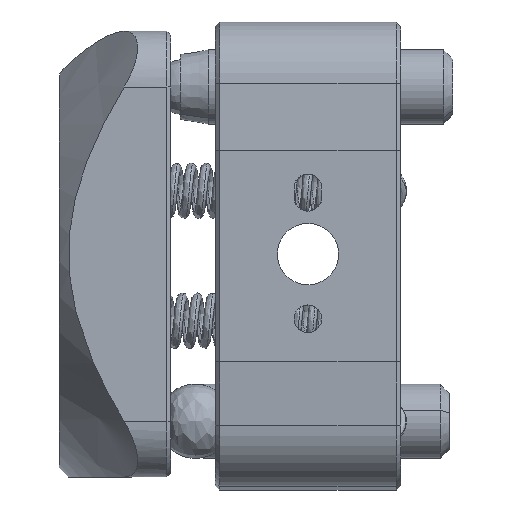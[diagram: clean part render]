
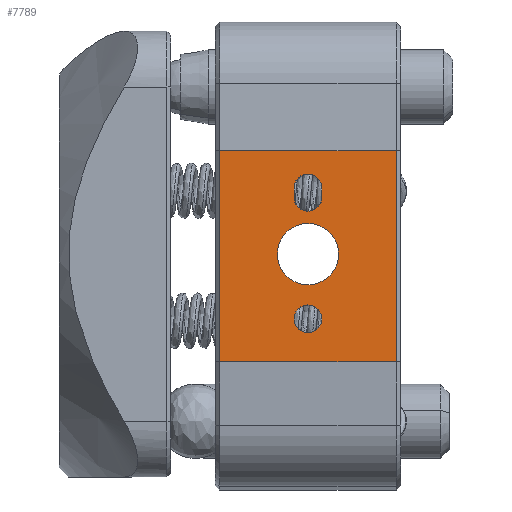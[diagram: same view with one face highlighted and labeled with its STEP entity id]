
A CAD part, front view. The second image highlights one B-rep face of the part: STEP entity #7789.
In plain terms, the highlighted planar face has unit normal (0, -1, 0).
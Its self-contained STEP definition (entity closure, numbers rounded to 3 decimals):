
#74 = VERTEX_POINT ( 'NONE', #18499 ) ;
#209 = CARTESIAN_POINT ( 'NONE',  ( 0., -12.614, 3.15 ) ) ;
#261 = ORIENTED_EDGE ( 'NONE', *, *, #18579, .T. ) ;
#703 = DIRECTION ( 'NONE',  ( 0., 0., 1. ) ) ;
#810 = VERTEX_POINT ( 'NONE', #7059 ) ;
#826 = VERTEX_POINT ( 'NONE', #17061 ) ;
#900 = VERTEX_POINT ( 'NONE', #2275 ) ;
#916 = ORIENTED_EDGE ( 'NONE', *, *, #1271, .F. ) ;
#1271 = EDGE_CURVE ( 'NONE', #10608, #8079, #12250, .T. ) ;
#1294 = DIRECTION ( 'NONE',  ( 0., 1., 0. ) ) ;
#1379 = VERTEX_POINT ( 'NONE', #7114 ) ;
#1713 = CARTESIAN_POINT ( 'NONE',  ( -4.75, -12.614, -12.614 ) ) ;
#2049 = VERTEX_POINT ( 'NONE', #19918 ) ;
#2179 = CIRCLE ( 'NONE', #7240, 0.75 ) ;
#2198 = AXIS2_PLACEMENT_3D ( 'NONE', #12268, #2990, #5188 ) ;
#2275 = CARTESIAN_POINT ( 'NONE',  ( -0.75, -12.614, 3.65 ) ) ;
#2398 = CARTESIAN_POINT ( 'NONE',  ( 0.75, -12.614, 3.65 ) ) ;
#2918 = CIRCLE ( 'NONE', #18135, 0.75 ) ;
#2936 = ORIENTED_EDGE ( 'NONE', *, *, #5869, .T. ) ;
#2966 = EDGE_CURVE ( 'NONE', #6142, #12866, #19102, .T. ) ;
#2990 = DIRECTION ( 'NONE',  ( 0., 1., 0. ) ) ;
#3524 = ORIENTED_EDGE ( 'NONE', *, *, #16787, .T. ) ;
#3686 = CARTESIAN_POINT ( 'NONE',  ( 0.75, -12.614, 3.15 ) ) ;
#3977 = AXIS2_PLACEMENT_3D ( 'NONE', #6189, #8140, #21069 ) ;
#4120 = PLANE ( 'NONE',  #16176 ) ;
#4158 = CARTESIAN_POINT ( 'NONE',  ( 0., -12.614, -3.4 ) ) ;
#4236 = FACE_BOUND ( 'NONE', #20390, .T. ) ;
#4390 = VECTOR ( 'NONE', #703, 1000. ) ;
#4393 = DIRECTION ( 'NONE',  ( 0., 0., -1. ) ) ;
#5182 = ORIENTED_EDGE ( 'NONE', *, *, #2966, .T. ) ;
#5188 = DIRECTION ( 'NONE',  ( 0., 0., -1. ) ) ;
#5381 = DIRECTION ( 'NONE',  ( 0., 0., 1. ) ) ;
#5869 = EDGE_CURVE ( 'NONE', #12866, #23026, #22024, .T. ) ;
#5919 = ORIENTED_EDGE ( 'NONE', *, *, #13272, .F. ) ;
#5951 = DIRECTION ( 'NONE',  ( 0., 0., -1. ) ) ;
#5986 = VERTEX_POINT ( 'NONE', #13296 ) ;
#6142 = VERTEX_POINT ( 'NONE', #2398 ) ;
#6189 = CARTESIAN_POINT ( 'NONE',  ( 0., -12.614, 0.086 ) ) ;
#6785 = DIRECTION ( 'NONE',  ( 0., 0., -1. ) ) ;
#7059 = CARTESIAN_POINT ( 'NONE',  ( -0.75, -12.614, 3.15 ) ) ;
#7114 = CARTESIAN_POINT ( 'NONE',  ( 0., -12.614, -2.65 ) ) ;
#7240 = AXIS2_PLACEMENT_3D ( 'NONE', #11674, #9839, #17295 ) ;
#7789 = ADVANCED_FACE ( 'NONE', ( #11924, #8017, #15248, #4236 ), #4120, .T. ) ;
#7806 = EDGE_LOOP ( 'NONE', ( #261, #23230, #5182, #2936, #18186 ) ) ;
#7862 = VERTEX_POINT ( 'NONE', #11573 ) ;
#8017 = FACE_OUTER_BOUND ( 'NONE', #8780, .T. ) ;
#8063 = VECTOR ( 'NONE', #11648, 1000. ) ;
#8079 = VERTEX_POINT ( 'NONE', #16092 ) ;
#8140 = DIRECTION ( 'NONE',  ( 0., 1., 0. ) ) ;
#8416 = VECTOR ( 'NONE', #18140, 1000. ) ;
#8617 = ORIENTED_EDGE ( 'NONE', *, *, #16705, .T. ) ;
#8780 = EDGE_LOOP ( 'NONE', ( #916, #14812, #8617, #5919 ) ) ;
#8909 = EDGE_LOOP ( 'NONE', ( #11428, #12525 ) ) ;
#9015 = VECTOR ( 'NONE', #24135, 1000. ) ;
#9503 = CARTESIAN_POINT ( 'NONE',  ( 0., -12.614, 3.15 ) ) ;
#9839 = DIRECTION ( 'NONE',  ( 0., 1., 0. ) ) ;
#9917 = VECTOR ( 'NONE', #10418, 1000. ) ;
#10418 = DIRECTION ( 'NONE',  ( -1., 0., 0. ) ) ;
#10608 = VERTEX_POINT ( 'NONE', #23729 ) ;
#11423 = CARTESIAN_POINT ( 'NONE',  ( 0.75, -12.614, -12.614 ) ) ;
#11428 = ORIENTED_EDGE ( 'NONE', *, *, #13219, .T. ) ;
#11573 = CARTESIAN_POINT ( 'NONE',  ( 4.75, -12.614, 5.665 ) ) ;
#11580 = CARTESIAN_POINT ( 'NONE',  ( 4.75, -12.614, -12.614 ) ) ;
#11639 = EDGE_CURVE ( 'NONE', #10608, #7862, #15145, .T. ) ;
#11648 = DIRECTION ( 'NONE',  ( 0., 0., 1. ) ) ;
#11674 = CARTESIAN_POINT ( 'NONE',  ( 0., -12.614, 3.65 ) ) ;
#11924 = FACE_BOUND ( 'NONE', #8909, .T. ) ;
#12250 = LINE ( 'NONE', #18246, #9917 ) ;
#12268 = CARTESIAN_POINT ( 'NONE',  ( 0., -12.614, 0.086 ) ) ;
#12525 = ORIENTED_EDGE ( 'NONE', *, *, #16355, .T. ) ;
#12657 = AXIS2_PLACEMENT_3D ( 'NONE', #4158, #22717, #4393 ) ;
#12866 = VERTEX_POINT ( 'NONE', #3686 ) ;
#13219 = EDGE_CURVE ( 'NONE', #826, #1379, #19259, .T. ) ;
#13272 = EDGE_CURVE ( 'NONE', #8079, #2049, #18331, .T. ) ;
#13296 = CARTESIAN_POINT ( 'NONE',  ( 0., -12.614, 1.736 ) ) ;
#13355 = CIRCLE ( 'NONE', #3977, 1.65 ) ;
#13531 = DIRECTION ( 'NONE',  ( 0., -1., 0. ) ) ;
#13748 = DIRECTION ( 'NONE',  ( 0., 1., 0. ) ) ;
#14307 = CIRCLE ( 'NONE', #2198, 1.65 ) ;
#14434 = EDGE_CURVE ( 'NONE', #23026, #810, #2918, .T. ) ;
#14812 = ORIENTED_EDGE ( 'NONE', *, *, #11639, .T. ) ;
#15062 = CIRCLE ( 'NONE', #22082, 0.75 ) ;
#15145 = LINE ( 'NONE', #11580, #4390 ) ;
#15248 = FACE_BOUND ( 'NONE', #7806, .T. ) ;
#15766 = VECTOR ( 'NONE', #5381, 1000. ) ;
#15808 = CARTESIAN_POINT ( 'NONE',  ( -0.75, -12.614, -12.614 ) ) ;
#16092 = CARTESIAN_POINT ( 'NONE',  ( -4.75, -12.614, -5.716 ) ) ;
#16176 = AXIS2_PLACEMENT_3D ( 'NONE', #21064, #13531, #5951 ) ;
#16218 = EDGE_CURVE ( 'NONE', #900, #6142, #2179, .T. ) ;
#16355 = EDGE_CURVE ( 'NONE', #1379, #826, #15062, .T. ) ;
#16705 = EDGE_CURVE ( 'NONE', #7862, #2049, #23499, .T. ) ;
#16787 = EDGE_CURVE ( 'NONE', #74, #5986, #14307, .T. ) ;
#17057 = DIRECTION ( 'NONE',  ( 0., 0., -1. ) ) ;
#17061 = CARTESIAN_POINT ( 'NONE',  ( 0., -12.614, -4.15 ) ) ;
#17295 = DIRECTION ( 'NONE',  ( 0., 0., -1. ) ) ;
#18135 = AXIS2_PLACEMENT_3D ( 'NONE', #209, #13748, #17057 ) ;
#18140 = DIRECTION ( 'NONE',  ( -1., 0., 0. ) ) ;
#18186 = ORIENTED_EDGE ( 'NONE', *, *, #14434, .T. ) ;
#18246 = CARTESIAN_POINT ( 'NONE',  ( -14.755, -12.614, -5.716 ) ) ;
#18331 = LINE ( 'NONE', #1713, #15766 ) ;
#18499 = CARTESIAN_POINT ( 'NONE',  ( 0., -12.614, -1.564 ) ) ;
#18579 = EDGE_CURVE ( 'NONE', #810, #900, #19586, .T. ) ;
#18673 = DIRECTION ( 'NONE',  ( 0., 0., -1. ) ) ;
#19102 = LINE ( 'NONE', #11423, #9015 ) ;
#19259 = CIRCLE ( 'NONE', #12657, 0.75 ) ;
#19586 = LINE ( 'NONE', #15808, #8063 ) ;
#19918 = CARTESIAN_POINT ( 'NONE',  ( -4.75, -12.614, 5.665 ) ) ;
#20257 = ORIENTED_EDGE ( 'NONE', *, *, #22878, .T. ) ;
#20390 = EDGE_LOOP ( 'NONE', ( #3524, #20257 ) ) ;
#21064 = CARTESIAN_POINT ( 'NONE',  ( 64.102, -12.614, -12.614 ) ) ;
#21069 = DIRECTION ( 'NONE',  ( 0., 0., -1. ) ) ;
#22024 = CIRCLE ( 'NONE', #22400, 0.75 ) ;
#22068 = CARTESIAN_POINT ( 'NONE',  ( 0., -12.614, 2.4 ) ) ;
#22082 = AXIS2_PLACEMENT_3D ( 'NONE', #23650, #1294, #6785 ) ;
#22205 = DIRECTION ( 'NONE',  ( 0., 1., 0. ) ) ;
#22400 = AXIS2_PLACEMENT_3D ( 'NONE', #9503, #22205, #18673 ) ;
#22717 = DIRECTION ( 'NONE',  ( 0., 1., 0. ) ) ;
#22878 = EDGE_CURVE ( 'NONE', #5986, #74, #13355, .T. ) ;
#23026 = VERTEX_POINT ( 'NONE', #22068 ) ;
#23230 = ORIENTED_EDGE ( 'NONE', *, *, #16218, .T. ) ;
#23499 = LINE ( 'NONE', #23873, #8416 ) ;
#23650 = CARTESIAN_POINT ( 'NONE',  ( 0., -12.614, -3.4 ) ) ;
#23729 = CARTESIAN_POINT ( 'NONE',  ( 4.75, -12.614, -5.716 ) ) ;
#23873 = CARTESIAN_POINT ( 'NONE',  ( 64.102, -12.614, 5.665 ) ) ;
#24135 = DIRECTION ( 'NONE',  ( 0., 0., -1. ) ) ;
